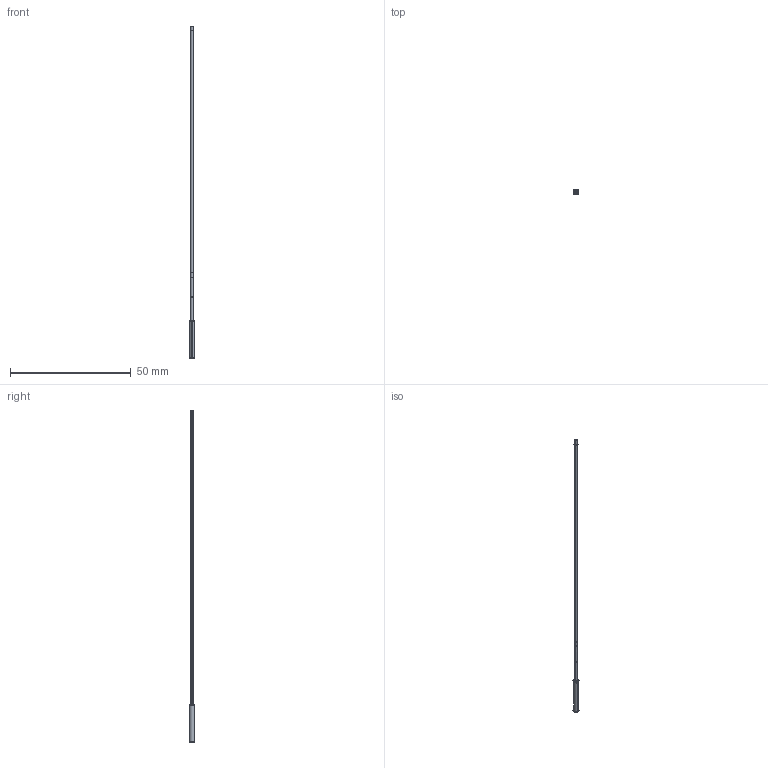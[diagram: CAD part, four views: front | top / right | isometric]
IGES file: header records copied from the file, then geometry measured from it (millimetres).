
Start section:  PTC IGES file: 188730.igs
Global section: file name: 188730.igs; native system: Creo Parametric by Parametric Technology Corporation; preprocessor: 2013230; author: pdmadmin; organization: Unknown; date: 20160112.152241; units: millimetre
Bounding box: 2.11 x 2.11 x 137.29 mm (x, y, z)
Volume: 135.3 mm3; surface area: 2860.2 mm2
Topology: 3 solids, 4 shells, 64 faces, 314 edges, 412 vertices
Faces by surface type: revolution 44, bspline 20
